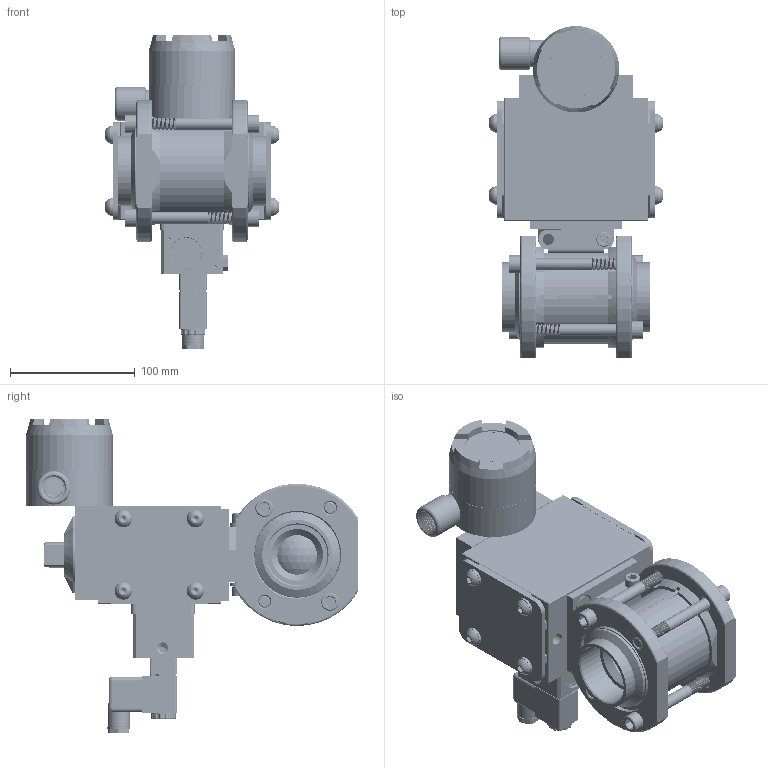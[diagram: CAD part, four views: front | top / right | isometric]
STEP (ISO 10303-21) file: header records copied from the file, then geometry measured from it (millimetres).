
FILE_DESCRIPTION (( 'STEP AP203' ), '1' );
FILE_NAME ('22XXSWSA522DGPDSLS.step', '2018-03-15T17:33:23', ( '' ), ( '' ), 'SwSTEP 2.0', 'SolidWorks 2017', '' );
FILE_SCHEMA (( 'CONFIG_CONTROL_DESIGN' ));
Products named in the file (1): 22XXSWSA522DGPDSLS
Bounding box: 139.51 x 266.2 x 252.15 mm (x, y, z)
Volume: 1435296.5 mm3; surface area: 469742.6 mm2
Topology: 68 solids, 68 shells, 3867 faces, 9876 edges, 6191 vertices
Faces by surface type: cylinder 1779, plane 988, cone 783, bspline 155, torus 140, sphere 22
Entity records: 190506 total; most frequent: CARTESIAN_POINT 100641, ORIENTED_EDGE 19500, DIRECTION 18386, EDGE_CURVE 9750, AXIS2_PLACEMENT_3D 7105, VERTEX_POINT 6189, EDGE_LOOP 4255, LINE 4176
